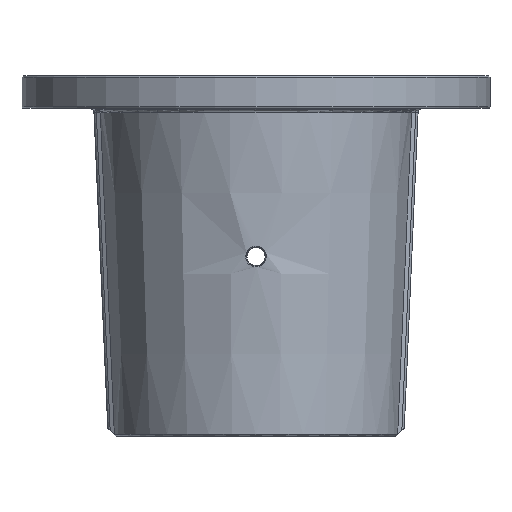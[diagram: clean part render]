
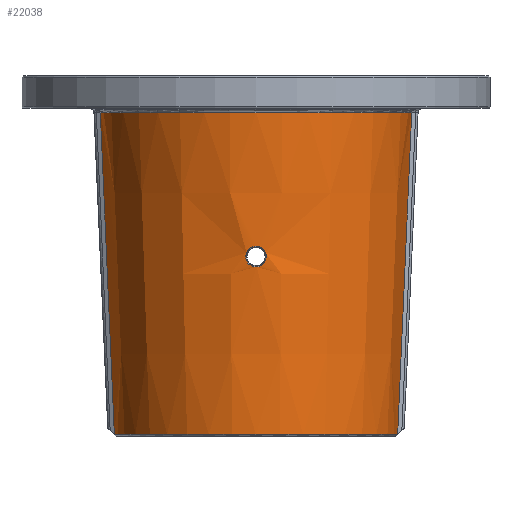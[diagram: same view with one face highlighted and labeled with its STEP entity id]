
A CAD part, left-side view. The second image highlights one B-rep face of the part: STEP entity #22038.
In plain terms, the highlighted conical face has half-angle 2.5 degrees and reference radius 72.677 mm.
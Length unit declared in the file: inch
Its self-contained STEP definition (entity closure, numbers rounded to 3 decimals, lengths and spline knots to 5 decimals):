
#236=CARTESIAN_POINT('',(-2.86868,0.19854,
-3.5006));
#237=CARTESIAN_POINT('',(-2.86952,0.19854,
-3.48138));
#238=CARTESIAN_POINT('',(-2.87151,0.19319,
-3.44449));
#239=CARTESIAN_POINT('',(-2.87544,0.1688,
-3.39094));
#240=CARTESIAN_POINT('',(-2.8794,0.12963,
-3.34772));
#241=CARTESIAN_POINT('',(-2.88226,0.08657,
-3.32009));
#242=CARTESIAN_POINT('',(-2.88421,0.03174,
-3.30256));
#243=CARTESIAN_POINT('',(-2.88429,-0.02725,
-3.30184));
#244=CARTESIAN_POINT('',(-2.88243,-0.08346,
-3.31849));
#245=CARTESIAN_POINT('',(-2.87951,-0.12844,
-3.34653));
#246=CARTESIAN_POINT('',(-2.87549,-0.16846,
-3.39038));
#247=CARTESIAN_POINT('',(-2.87156,-0.19298,
-3.44372));
#248=CARTESIAN_POINT('',(-2.86953,-0.19854,
-3.48109));
#249=CARTESIAN_POINT('',(-2.86868,-0.19854,
-3.5006));
#251=CARTESIAN_POINT('',(-2.86868,-0.19854,
-3.5006));
#252=CARTESIAN_POINT('',(-2.8679,-0.19854,
-3.51852));
#253=CARTESIAN_POINT('',(-2.86671,-0.19387,
-3.55299));
#254=CARTESIAN_POINT('',(-2.86591,-0.17253,
-3.60331));
#255=CARTESIAN_POINT('',(-2.86596,-0.13942,
-3.64399));
#256=CARTESIAN_POINT('',(-2.86631,-0.10364,
-3.67091));
#257=CARTESIAN_POINT('',(-2.8667,-0.06284,
-3.69013));
#258=CARTESIAN_POINT('',(-2.86697,-0.01053,
-3.70047));
#259=CARTESIAN_POINT('',(-2.86684,0.04495,
-3.69563));
#260=CARTESIAN_POINT('',(-2.8664,0.09515,
-3.67657));
#261=CARTESIAN_POINT('',(-2.86597,0.13739,
-3.64648));
#262=CARTESIAN_POINT('',(-2.86591,0.1723,
-3.60381));
#263=CARTESIAN_POINT('',(-2.86669,0.19368,
-3.55371));
#264=CARTESIAN_POINT('',(-2.86789,0.19854,
-3.51875));
#265=CARTESIAN_POINT('',(-2.86868,0.19854,
-3.5006));
#267=CARTESIAN_POINT('',(0.,0.,-6.92131));
#268=DIRECTION('',(0.,0.,1.));
#269=DIRECTION('',(-0.045,0.999,0.));
#270=AXIS2_PLACEMENT_3D('',#267,#268,#269);
#272=CARTESIAN_POINT('',(-0.12269,2.9938,
-0.73438));
#273=CARTESIAN_POINT('',(-0.12271,2.96344,
-1.42909));
#274=CARTESIAN_POINT('',(-0.12274,2.90294,
-2.81367));
#275=CARTESIAN_POINT('',(-0.12279,2.8128,
-4.87614));
#276=CARTESIAN_POINT('',(-0.12282,2.75314,
-6.24122));
#277=CARTESIAN_POINT('',(-0.12284,2.72342,
-6.92131));
#279=CARTESIAN_POINT('',(-0.12272,2.99388,
-0.73259));
#280=CARTESIAN_POINT('',(-0.12272,2.99387,
-0.73279));
#281=CARTESIAN_POINT('',(-0.12271,2.99385,
-0.73319));
#282=CARTESIAN_POINT('',(-0.1227,2.99383,
-0.73378));
#283=CARTESIAN_POINT('',(-0.12269,2.99381,
-0.73418));
#284=CARTESIAN_POINT('',(-0.12269,2.9938,
-0.73438));
#286=CARTESIAN_POINT('',(0.,0.,-0.73259));
#287=DIRECTION('',(0.,0.,-1.));
#288=DIRECTION('',(-0.041,-0.999,0.));
#289=AXIS2_PLACEMENT_3D('',#286,#287,#288);
#291=CARTESIAN_POINT('',(-0.12269,-2.9938,
-0.73438));
#292=CARTESIAN_POINT('',(-0.12269,-2.99381,
-0.73418));
#293=CARTESIAN_POINT('',(-0.1227,-2.99383,
-0.73378));
#294=CARTESIAN_POINT('',(-0.12271,-2.99385,
-0.73319));
#295=CARTESIAN_POINT('',(-0.12272,-2.99387,
-0.73279));
#296=CARTESIAN_POINT('',(-0.12272,-2.99388,
-0.73259));
#298=CARTESIAN_POINT('',(-0.12284,-2.72342,
-6.92131));
#299=CARTESIAN_POINT('',(-0.12282,-2.75314,
-6.24129));
#300=CARTESIAN_POINT('',(-0.12279,-2.8128,
-4.87631));
#301=CARTESIAN_POINT('',(-0.12274,-2.90293,
-2.81384));
#302=CARTESIAN_POINT('',(-0.12271,-2.96344,
-1.42917));
#303=CARTESIAN_POINT('',(-0.12269,-2.9938,
-0.73438));
#6454=CARTESIAN_POINT('',(-0.12284,-2.72342,
-6.92131));
#6464=CARTESIAN_POINT('',(-0.12269,-2.9938,
-0.73438));
#6472=CARTESIAN_POINT('',(-0.12272,-2.99388,
-0.73259));
#6485=CARTESIAN_POINT('',(-0.12272,2.99388,
-0.73259));
#6491=CARTESIAN_POINT('',(-0.12284,2.72342,
-6.92131));
#17840=VERTEX_POINT('',#6472);
#17842=VERTEX_POINT('',#6485);
#21256=VERTEX_POINT('',#284);
#21263=VERTEX_POINT('',#6464);
#21272=VERTEX_POINT('',#236);
#21273=VERTEX_POINT('',#249);
#21389=VERTEX_POINT('',#6491);
#21394=VERTEX_POINT('',#6454);
#22013=CARTESIAN_POINT('',(0.,0.,-3.82695));
#22014=DIRECTION('',(0.,0.,1.));
#22015=DIRECTION('',(1.,0.,0.));
#22016=AXIS2_PLACEMENT_3D('',#22013,#22014,#22015);
#22017=CONICAL_SURFACE('',#22016,2.86129,2.5);
#22019=ORIENTED_EDGE('',*,*,#22018,.F.);
#22021=ORIENTED_EDGE('',*,*,#22020,.F.);
#22023=ORIENTED_EDGE('',*,*,#22022,.F.);
#22025=ORIENTED_EDGE('',*,*,#22024,.F.);
#22027=ORIENTED_EDGE('',*,*,#22026,.F.);
#22029=ORIENTED_EDGE('',*,*,#22028,.F.);
#22030=EDGE_LOOP('',(#22019,#22021,#22023,#22025,#22027,#22029));
#22031=FACE_OUTER_BOUND('',#22030,.F.);
#22033=ORIENTED_EDGE('',*,*,#22032,.F.);
#22035=ORIENTED_EDGE('',*,*,#22034,.F.);
#22036=EDGE_LOOP('',(#22033,#22035));
#22037=FACE_BOUND('',#22036,.F.);
#22038=ADVANCED_FACE('',(#22031,#22037),#22017,.T.);
#250=B_SPLINE_CURVE_WITH_KNOTS('',3,(#236,#237,#238,#239,#240,#241,#242,#243,
#244,#245,#246,#247,#248,#249),.UNSPECIFIED.,.F.,.F.,(4,1,1,1,1,1,1,1,1,1,1,4),(
0.,0.09091,0.18182,0.27273,0.36364,
0.45455,0.54545,0.63636,0.72727,
0.81818,0.90909,1.),.UNSPECIFIED.);
#266=B_SPLINE_CURVE_WITH_KNOTS('',3,(#251,#252,#253,#254,#255,#256,#257,#258,
#259,#260,#261,#262,#263,#264,#265),.UNSPECIFIED.,.F.,.F.,(4,1,1,1,1,1,1,1,1,1,
1,1,4),(0.,0.08333,0.16667,0.25,0.33333,
0.41667,0.5,0.58333,0.66667,0.75,
0.83333,0.91667,1.),.UNSPECIFIED.);
#271=CIRCLE('',#270,2.72619);
#278=B_SPLINE_CURVE_WITH_KNOTS('',3,(#272,#273,#274,#275,#276,#277),
.UNSPECIFIED.,.F.,.F.,(4,1,1,4),(0.,0.33333,0.66667,1.),
.UNSPECIFIED.);
#285=B_SPLINE_CURVE_WITH_KNOTS('',3,(#279,#280,#281,#282,#283,#284),
.UNSPECIFIED.,.F.,.F.,(4,1,1,4),(0.,0.33333,0.66667,1.),
.UNSPECIFIED.);
#290=CIRCLE('',#289,2.99639);
#297=B_SPLINE_CURVE_WITH_KNOTS('',3,(#291,#292,#293,#294,#295,#296),
.UNSPECIFIED.,.F.,.F.,(4,1,1,4),(0.,0.33333,0.66667,1.),
.UNSPECIFIED.);
#304=B_SPLINE_CURVE_WITH_KNOTS('',3,(#298,#299,#300,#301,#302,#303),
.UNSPECIFIED.,.F.,.F.,(4,1,1,4),(0.,0.33333,0.66667,1.),
.UNSPECIFIED.);
#22018=EDGE_CURVE('',#21389,#21394,#271,.T.);
#22020=EDGE_CURVE('',#21256,#21389,#278,.T.);
#22022=EDGE_CURVE('',#17842,#21256,#285,.T.);
#22024=EDGE_CURVE('',#17840,#17842,#290,.T.);
#22026=EDGE_CURVE('',#21263,#17840,#297,.T.);
#22028=EDGE_CURVE('',#21394,#21263,#304,.T.);
#22032=EDGE_CURVE('',#21272,#21273,#250,.T.);
#22034=EDGE_CURVE('',#21273,#21272,#266,.T.);
